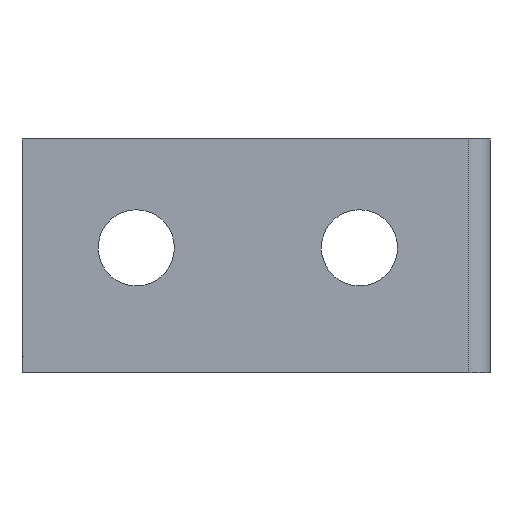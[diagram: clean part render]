
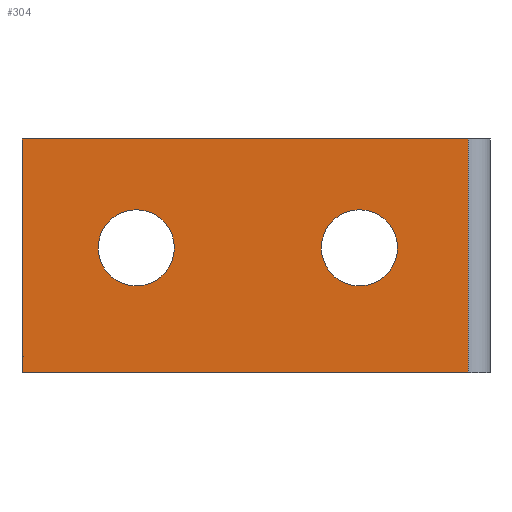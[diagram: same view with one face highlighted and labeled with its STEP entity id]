
A CAD part, left-side view. The second image highlights one B-rep face of the part: STEP entity #304.
In plain terms, the highlighted planar face has unit normal (-1, 0, 0).
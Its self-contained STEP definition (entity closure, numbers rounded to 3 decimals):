
#9 = VECTOR ( 'NONE', #467, 1000. ) ;
#11 = VECTOR ( 'NONE', #676, 1000. ) ;
#22 = ORIENTED_EDGE ( 'NONE', *, *, #499, .F. ) ;
#49 = DIRECTION ( 'NONE',  ( 1., 0., 0. ) ) ;
#80 = CARTESIAN_POINT ( 'NONE',  ( 0., 24., 20. ) ) ;
#87 = DIRECTION ( 'NONE',  ( 0., 0., -1. ) ) ;
#89 = CARTESIAN_POINT ( 'NONE',  ( 0., 24., 20. ) ) ;
#95 = ORIENTED_EDGE ( 'NONE', *, *, #458, .T. ) ;
#107 = VERTEX_POINT ( 'NONE', #172 ) ;
#108 = DIRECTION ( 'NONE',  ( 0., 1., 0. ) ) ;
#120 = EDGE_CURVE ( 'NONE', #332, #562, #619, .T. ) ;
#124 = CARTESIAN_POINT ( 'NONE',  ( 0., 65., 13. ) ) ;
#132 = CARTESIAN_POINT ( 'NONE',  ( 0., 86., -3. ) ) ;
#135 = CARTESIAN_POINT ( 'NONE',  ( 0., 65., 27. ) ) ;
#140 = DIRECTION ( 'NONE',  ( 0., 0., -1. ) ) ;
#161 = AXIS2_PLACEMENT_3D ( 'NONE', #427, #595, #108 ) ;
#164 = PLANE ( 'NONE',  #161 ) ;
#169 = ORIENTED_EDGE ( 'NONE', *, *, #263, .T. ) ;
#172 = CARTESIAN_POINT ( 'NONE',  ( 0., 86., 40. ) ) ;
#183 = VERTEX_POINT ( 'NONE', #135 ) ;
#195 = CIRCLE ( 'NONE', #596, 7. ) ;
#197 = EDGE_CURVE ( 'NONE', #183, #459, #195, .T. ) ;
#205 = CARTESIAN_POINT ( 'NONE',  ( 0., 86., 0. ) ) ;
#219 = EDGE_CURVE ( 'NONE', #426, #301, #472, .T. ) ;
#252 = EDGE_CURVE ( 'NONE', #107, #486, #464, .T. ) ;
#254 = DIRECTION ( 'NONE',  ( 1., 0., 0. ) ) ;
#257 = AXIS2_PLACEMENT_3D ( 'NONE', #89, #254, #87 ) ;
#263 = EDGE_CURVE ( 'NONE', #459, #183, #569, .T. ) ;
#267 = DIRECTION ( 'NONE',  ( 0., 0., -1. ) ) ;
#293 = VECTOR ( 'NONE', #372, 1000. ) ;
#296 = LINE ( 'NONE', #394, #510 ) ;
#301 = VERTEX_POINT ( 'NONE', #329 ) ;
#304 = ADVANCED_FACE ( 'NONE', ( #660, #605, #645 ), #164, .F. ) ;
#320 = AXIS2_PLACEMENT_3D ( 'NONE', #80, #475, #367 ) ;
#329 = CARTESIAN_POINT ( 'NONE',  ( 0., 86., -3. ) ) ;
#332 = VERTEX_POINT ( 'NONE', #710 ) ;
#339 = CARTESIAN_POINT ( 'NONE',  ( 0., 86., 40. ) ) ;
#345 = EDGE_LOOP ( 'NONE', ( #169, #416 ) ) ;
#350 = CARTESIAN_POINT ( 'NONE',  ( 0., 4., -3. ) ) ;
#365 = AXIS2_PLACEMENT_3D ( 'NONE', #548, #49, #267 ) ;
#367 = DIRECTION ( 'NONE',  ( 0., 0., -1. ) ) ;
#369 = EDGE_LOOP ( 'NONE', ( #611, #388 ) ) ;
#371 = DIRECTION ( 'NONE',  ( 0., 0., 1. ) ) ;
#372 = DIRECTION ( 'NONE',  ( 0., 1., 0. ) ) ;
#374 = ORIENTED_EDGE ( 'NONE', *, *, #219, .F. ) ;
#377 = VECTOR ( 'NONE', #371, 1000. ) ;
#388 = ORIENTED_EDGE ( 'NONE', *, *, #585, .T. ) ;
#394 = CARTESIAN_POINT ( 'NONE',  ( 0., 86., -3. ) ) ;
#402 = ORIENTED_EDGE ( 'NONE', *, *, #630, .T. ) ;
#416 = ORIENTED_EDGE ( 'NONE', *, *, #197, .T. ) ;
#426 = VERTEX_POINT ( 'NONE', #350 ) ;
#427 = CARTESIAN_POINT ( 'NONE',  ( 0., 86., 40. ) ) ;
#458 = EDGE_CURVE ( 'NONE', #107, #537, #620, .T. ) ;
#459 = VERTEX_POINT ( 'NONE', #124 ) ;
#464 = LINE ( 'NONE', #685, #9 ) ;
#467 = DIRECTION ( 'NONE',  ( 0., -1., 0. ) ) ;
#472 = LINE ( 'NONE', #132, #293 ) ;
#475 = DIRECTION ( 'NONE',  ( 1., 0., 0. ) ) ;
#486 = VERTEX_POINT ( 'NONE', #669 ) ;
#499 = EDGE_CURVE ( 'NONE', #301, #537, #296, .T. ) ;
#510 = VECTOR ( 'NONE', #608, 1000. ) ;
#537 = VERTEX_POINT ( 'NONE', #205 ) ;
#548 = CARTESIAN_POINT ( 'NONE',  ( 0., 65., 20. ) ) ;
#562 = VERTEX_POINT ( 'NONE', #688 ) ;
#569 = CIRCLE ( 'NONE', #365, 7. ) ;
#580 = CARTESIAN_POINT ( 'NONE',  ( 0., 65., 20. ) ) ;
#585 = EDGE_CURVE ( 'NONE', #562, #332, #681, .T. ) ;
#595 = DIRECTION ( 'NONE',  ( 1., 0., 0. ) ) ;
#596 = AXIS2_PLACEMENT_3D ( 'NONE', #580, #640, #140 ) ;
#601 = EDGE_LOOP ( 'NONE', ( #95, #22, #374, #402, #654 ) ) ;
#605 = FACE_BOUND ( 'NONE', #369, .T. ) ;
#608 = DIRECTION ( 'NONE',  ( 0., 0., 1. ) ) ;
#611 = ORIENTED_EDGE ( 'NONE', *, *, #120, .T. ) ;
#619 = CIRCLE ( 'NONE', #257, 7. ) ;
#620 = LINE ( 'NONE', #339, #11 ) ;
#629 = LINE ( 'NONE', #684, #377 ) ;
#630 = EDGE_CURVE ( 'NONE', #426, #486, #629, .T. ) ;
#640 = DIRECTION ( 'NONE',  ( 1., 0., 0. ) ) ;
#645 = FACE_OUTER_BOUND ( 'NONE', #601, .T. ) ;
#654 = ORIENTED_EDGE ( 'NONE', *, *, #252, .F. ) ;
#660 = FACE_BOUND ( 'NONE', #345, .T. ) ;
#669 = CARTESIAN_POINT ( 'NONE',  ( 0., 4., 40. ) ) ;
#676 = DIRECTION ( 'NONE',  ( 0., 0., -1. ) ) ;
#681 = CIRCLE ( 'NONE', #320, 7. ) ;
#684 = CARTESIAN_POINT ( 'NONE',  ( 0., 4., 40. ) ) ;
#685 = CARTESIAN_POINT ( 'NONE',  ( 0., 86., 40. ) ) ;
#688 = CARTESIAN_POINT ( 'NONE',  ( 0., 24., 27. ) ) ;
#710 = CARTESIAN_POINT ( 'NONE',  ( 0., 24., 13. ) ) ;
